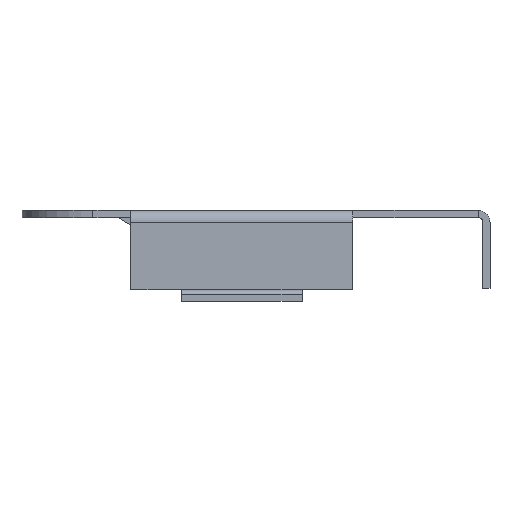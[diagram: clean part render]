
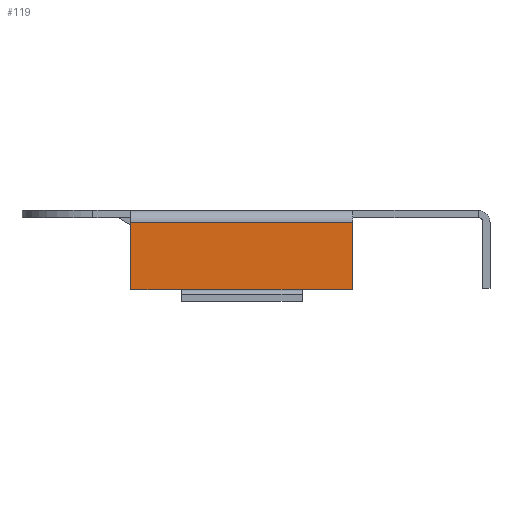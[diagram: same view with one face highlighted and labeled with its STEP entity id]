
A CAD part, front view. The second image highlights one B-rep face of the part: STEP entity #119.
In plain terms, the highlighted planar face has unit normal (0, -1, 0).
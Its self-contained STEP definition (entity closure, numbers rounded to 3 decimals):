
#119 = ADVANCED_FACE( '', ( #326 ), #327, .T. );
#326 = FACE_OUTER_BOUND( '', #629, .T. );
#327 = PLANE( '', #630 );
#629 = EDGE_LOOP( '', ( #926, #927, #928, #929, #930, #931 ) );
#630 = AXIS2_PLACEMENT_3D( '', #932, #933, #934 );
#926 = ORIENTED_EDGE( '', *, *, #1798, .F. );
#927 = ORIENTED_EDGE( '', *, *, #1799, .T. );
#928 = ORIENTED_EDGE( '', *, *, #1800, .T. );
#929 = ORIENTED_EDGE( '', *, *, #1801, .T. );
#930 = ORIENTED_EDGE( '', *, *, #1802, .F. );
#931 = ORIENTED_EDGE( '', *, *, #1803, .F. );
#932 = CARTESIAN_POINT( '', ( 4.7, -10.55, 3.735 ) );
#933 = DIRECTION( '', ( 0., -1., 0. ) );
#934 = DIRECTION( '', ( 0., 0., -1. ) );
#1798 = EDGE_CURVE( '', #2139, #2140, #2141, .T. );
#1799 = EDGE_CURVE( '', #2139, #2142, #2143, .T. );
#1800 = EDGE_CURVE( '', #2142, #2144, #2145, .T. );
#1801 = EDGE_CURVE( '', #2144, #2146, #2147, .T. );
#1802 = EDGE_CURVE( '', #2148, #2146, #2149, .T. );
#1803 = EDGE_CURVE( '', #2140, #2148, #2150, .T. );
#2139 = VERTEX_POINT( '', #2636 );
#2140 = VERTEX_POINT( '', #2637 );
#2141 = LINE( '', #2638, #2639 );
#2142 = VERTEX_POINT( '', #2640 );
#2143 = LINE( '', #2641, #2642 );
#2144 = VERTEX_POINT( '', #2643 );
#2145 = LINE( '', #2644, #2645 );
#2146 = VERTEX_POINT( '', #2646 );
#2147 = LINE( '', #2647, #2648 );
#2148 = VERTEX_POINT( '', #2649 );
#2149 = LINE( '', #2650, #2651 );
#2150 = LINE( '', #2652, #2653 );
#2636 = CARTESIAN_POINT( '', ( 4.7, -10.55, 0.65 ) );
#2637 = CARTESIAN_POINT( '', ( 2.55, -10.55, 0.65 ) );
#2638 = CARTESIAN_POINT( '', ( 4.7, -10.55, 0.65 ) );
#2639 = VECTOR( '', #3320, 1000. );
#2640 = CARTESIAN_POINT( '', ( 4.7, -10.55, 3.5 ) );
#2641 = CARTESIAN_POINT( '', ( 4.7, -10.55, 3.735 ) );
#2642 = VECTOR( '', #3321, 1000. );
#2643 = CARTESIAN_POINT( '', ( -4.7, -10.55, 3.5 ) );
#2644 = CARTESIAN_POINT( '', ( 4.7, -10.55, 3.5 ) );
#2645 = VECTOR( '', #3322, 1000. );
#2646 = CARTESIAN_POINT( '', ( -4.7, -10.55, 0.65 ) );
#2647 = CARTESIAN_POINT( '', ( -4.7, -10.55, 29.21 ) );
#2648 = VECTOR( '', #3323, 1000. );
#2649 = CARTESIAN_POINT( '', ( -2.55, -10.55, 0.65 ) );
#2650 = CARTESIAN_POINT( '', ( 4.7, -10.55, 0.65 ) );
#2651 = VECTOR( '', #3324, 1000. );
#2652 = CARTESIAN_POINT( '', ( 4.7, -10.55, 0.65 ) );
#2653 = VECTOR( '', #3325, 1000. );
#3320 = DIRECTION( '', ( -1., 0., 0. ) );
#3321 = DIRECTION( '', ( 0., 0., 1. ) );
#3322 = DIRECTION( '', ( -1., 0., 0. ) );
#3323 = DIRECTION( '', ( 0., 0., -1. ) );
#3324 = DIRECTION( '', ( -1., 0., 0. ) );
#3325 = DIRECTION( '', ( -1., 0., 0. ) );
